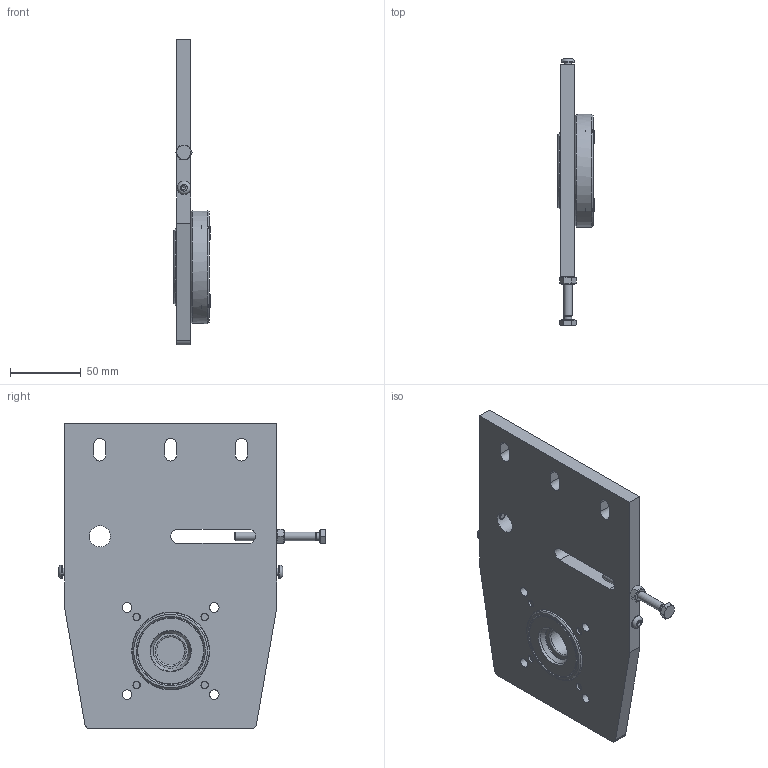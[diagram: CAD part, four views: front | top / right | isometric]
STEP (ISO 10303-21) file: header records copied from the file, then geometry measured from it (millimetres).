
FILE_DESCRIPTION((''),'2;1');
FILE_NAME('904520L.stp','2014-03-20T21:03:54',('Honza'),(''),'Autodesk Inventor 2011','Autodesk Inventor 2011','');
FILE_SCHEMA(('AUTOMOTIVE_DESIGN { 1 0 10303 214 1 1 1 1 }'));
Length unit declared in the file: millimetre
Products named in the file (1): 904520L
Bounding box: 25.5 x 188.46 x 216 mm (x, y, z)
Volume: 333502.4 mm3; surface area: 106826.6 mm2
Topology: 12 solids, 16 shells, 264 faces, 611 edges, 381 vertices
Faces by surface type: plane 113, cylinder 61, cone 39, torus 34, sphere 17
Full cylindrical faces by diameter (mm): 4.134 x2, 4.917 x2, 5 x2, 5.2 x4, 5.459 x1, 5.51 x1, 6 x6, 6.4 x4, 6.8 x4, 8.7 x1, 9.5 x2, 10 x4, 11 x4, 15 x1, 20 x1, 28.802 x3, 29.2 x1, 40 x1, 44.5 x1, 47 x3, 54 x1, 55 x1, 80 x1
Entity records: 7141 total; most frequent: CARTESIAN_POINT 1349, DIRECTION 1170, ORIENTED_EDGE 928, AXIS2_PLACEMENT_3D 508, EDGE_CURVE 472, EDGE_LOOP 428, VERTEX_POINT 350, FACE_OUTER_BOUND 264
